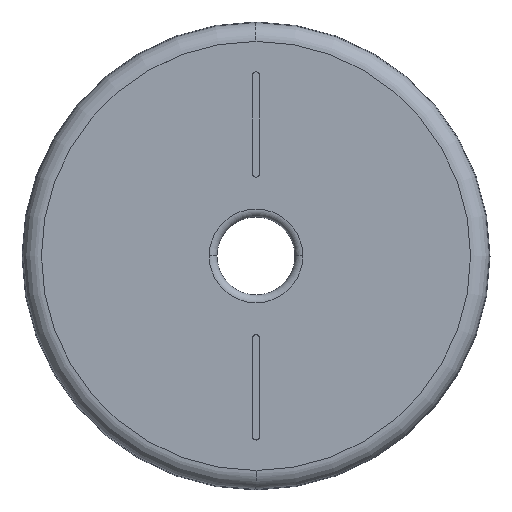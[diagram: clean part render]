
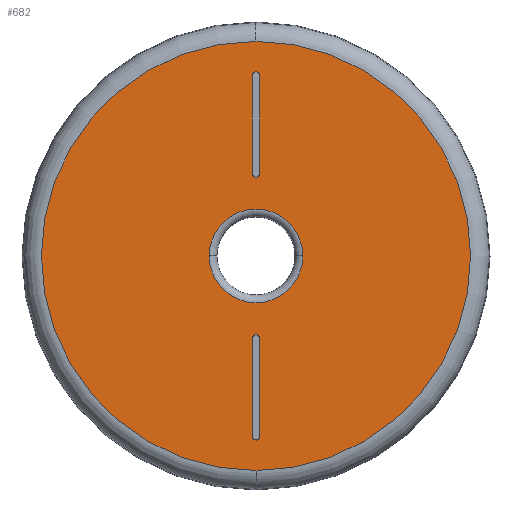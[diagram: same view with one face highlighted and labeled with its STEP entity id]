
A CAD part, top view. The second image highlights one B-rep face of the part: STEP entity #682.
In plain terms, the highlighted planar face has unit normal (0, 0, 1).
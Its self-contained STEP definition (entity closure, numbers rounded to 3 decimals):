
#66=DIRECTION('',(0.,1.,0.));
#67=VECTOR('',#66,6.25);
#68=CARTESIAN_POINT('',(27.75,32.8,1.5));
#69=LINE('',#68,#67);
#87=CARTESIAN_POINT('',(27.5,27.5,1.5));
#88=DIRECTION('',(0.,0.,-1.));
#89=DIRECTION('',(-1.,0.,0.));
#90=AXIS2_PLACEMENT_3D('',#87,#88,#89);
#95=CARTESIAN_POINT('',(27.5,27.5,1.5));
#96=DIRECTION('',(0.,0.,-1.));
#97=DIRECTION('',(1.,0.,0.));
#98=AXIS2_PLACEMENT_3D('',#95,#96,#97);
#103=CARTESIAN_POINT('',(27.5,15.95,1.5));
#104=DIRECTION('',(0.,0.,-1.));
#105=DIRECTION('',(1.,0.,0.));
#106=AXIS2_PLACEMENT_3D('',#103,#104,#105);
#111=CARTESIAN_POINT('',(27.5,22.2,1.5));
#112=DIRECTION('',(0.,0.,-1.));
#113=DIRECTION('',(-1.,0.,0.));
#114=AXIS2_PLACEMENT_3D('',#111,#112,#113);
#119=CARTESIAN_POINT('',(27.5,39.05,1.5));
#120=DIRECTION('',(0.,0.,-1.));
#121=DIRECTION('',(-1.,0.,0.));
#122=AXIS2_PLACEMENT_3D('',#119,#120,#121);
#127=CARTESIAN_POINT('',(27.5,32.8,1.5));
#128=DIRECTION('',(0.,0.,-1.));
#129=DIRECTION('',(1.,0.,0.));
#130=AXIS2_PLACEMENT_3D('',#127,#128,#129);
#135=CARTESIAN_POINT('',(27.5,27.5,1.5));
#136=DIRECTION('',(0.,0.,1.));
#137=DIRECTION('',(0.,1.,0.));
#138=AXIS2_PLACEMENT_3D('',#135,#136,#137);
#143=CARTESIAN_POINT('',(27.5,27.5,1.5));
#144=DIRECTION('',(0.,0.,1.));
#145=DIRECTION('',(0.,-1.,0.));
#146=AXIS2_PLACEMENT_3D('',#143,#144,#145);
#437=DIRECTION('',(0.,-1.,0.));
#438=VECTOR('',#437,6.25);
#439=CARTESIAN_POINT('',(27.25,22.2,1.5));
#440=LINE('',#439,#438);
#474=DIRECTION('',(0.,1.,0.));
#475=VECTOR('',#474,6.25);
#476=CARTESIAN_POINT('',(27.75,15.95,1.5));
#477=LINE('',#476,#475);
#509=DIRECTION('',(0.,-1.,0.));
#510=VECTOR('',#509,6.25);
#511=CARTESIAN_POINT('',(27.25,39.05,1.5));
#512=LINE('',#511,#510);
#542=CARTESIAN_POINT('',(27.25,22.2,1.5));
#543=VERTEX_POINT('',#542);
#544=CARTESIAN_POINT('',(27.25,15.95,1.5));
#545=VERTEX_POINT('',#544);
#546=CARTESIAN_POINT('',(27.75,22.2,1.5));
#547=VERTEX_POINT('',#546);
#549=CARTESIAN_POINT('',(30.5,27.5,1.5));
#551=VERTEX_POINT('',#549);
#552=CARTESIAN_POINT('',(27.75,15.95,1.5));
#553=VERTEX_POINT('',#552);
#555=CARTESIAN_POINT('',(27.75,39.05,1.5));
#557=VERTEX_POINT('',#555);
#558=CARTESIAN_POINT('',(27.75,32.8,1.5));
#559=VERTEX_POINT('',#558);
#560=CARTESIAN_POINT('',(27.25,39.05,1.5));
#562=VERTEX_POINT('',#560);
#564=CARTESIAN_POINT('',(27.25,32.8,1.5));
#565=VERTEX_POINT('',#564);
#566=CARTESIAN_POINT('',(24.5,27.5,1.5));
#568=VERTEX_POINT('',#566);
#570=CARTESIAN_POINT('',(27.5,41.254,1.5));
#571=CARTESIAN_POINT('',(27.5,13.746,1.5));
#572=VERTEX_POINT('',#570);
#573=VERTEX_POINT('',#571);
#647=CARTESIAN_POINT('',(13.581,41.419,1.5));
#648=DIRECTION('',(0.,0.,1.));
#649=DIRECTION('',(0.,-1.,0.));
#650=AXIS2_PLACEMENT_3D('',#647,#648,#649);
#651=PLANE('',#650);
#653=ORIENTED_EDGE('',*,*,#652,.F.);
#655=ORIENTED_EDGE('',*,*,#654,.F.);
#656=EDGE_LOOP('',(#653,#655));
#657=FACE_OUTER_BOUND('',#656,.F.);
#659=ORIENTED_EDGE('',*,*,#658,.T.);
#661=ORIENTED_EDGE('',*,*,#660,.F.);
#663=ORIENTED_EDGE('',*,*,#662,.T.);
#665=ORIENTED_EDGE('',*,*,#664,.F.);
#666=EDGE_LOOP('',(#659,#661,#663,#665));
#667=FACE_BOUND('',#666,.F.);
#668=ORIENTED_EDGE('',*,*,#638,.F.);
#670=ORIENTED_EDGE('',*,*,#669,.T.);
#672=ORIENTED_EDGE('',*,*,#671,.F.);
#673=ORIENTED_EDGE('',*,*,#626,.T.);
#674=EDGE_LOOP('',(#668,#670,#672,#673));
#675=FACE_BOUND('',#674,.F.);
#677=ORIENTED_EDGE('',*,*,#676,.F.);
#679=ORIENTED_EDGE('',*,*,#678,.F.);
#680=EDGE_LOOP('',(#677,#679));
#681=FACE_BOUND('',#680,.F.);
#682=ADVANCED_FACE('',(#657,#667,#675,#681),#651,.T.);
#91=CIRCLE('',#90,3.);
#99=CIRCLE('',#98,3.);
#107=CIRCLE('',#106,0.25);
#115=CIRCLE('',#114,0.25);
#123=CIRCLE('',#122,0.25);
#131=CIRCLE('',#130,0.25);
#139=CIRCLE('',#138,13.754);
#147=CIRCLE('',#146,13.754);
#626=EDGE_CURVE('',#559,#557,#69,.T.);
#638=EDGE_CURVE('',#562,#557,#123,.T.);
#652=EDGE_CURVE('',#572,#573,#139,.T.);
#654=EDGE_CURVE('',#573,#572,#147,.T.);
#658=EDGE_CURVE('',#543,#545,#440,.T.);
#660=EDGE_CURVE('',#553,#545,#107,.T.);
#662=EDGE_CURVE('',#553,#547,#477,.T.);
#664=EDGE_CURVE('',#543,#547,#115,.T.);
#669=EDGE_CURVE('',#562,#565,#512,.T.);
#671=EDGE_CURVE('',#559,#565,#131,.T.);
#676=EDGE_CURVE('',#568,#551,#91,.T.);
#678=EDGE_CURVE('',#551,#568,#99,.T.);
